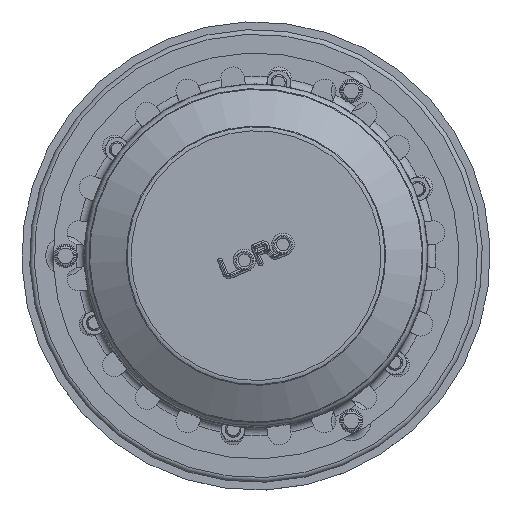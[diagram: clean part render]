
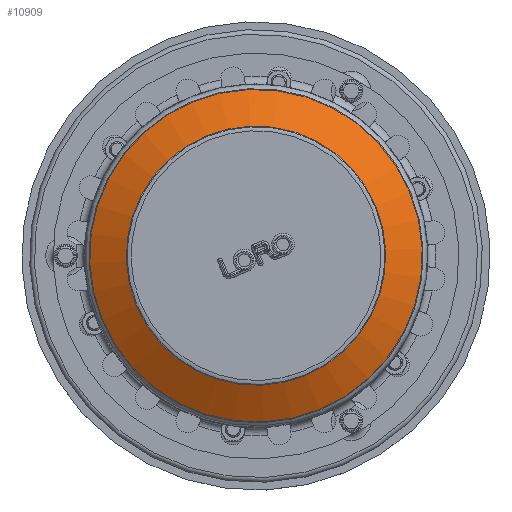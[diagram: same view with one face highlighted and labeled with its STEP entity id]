
A CAD part, top view. The second image highlights one B-rep face of the part: STEP entity #10909.
In plain terms, the highlighted conical face has half-angle 59.744 degrees and reference radius 950.348 mm.
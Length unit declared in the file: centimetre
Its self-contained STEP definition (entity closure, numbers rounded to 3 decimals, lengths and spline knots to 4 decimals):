
#622=CONICAL_SURFACE('',#11881,95.0348,1.043);
#1518=FACE_OUTER_BOUND('',#2196,.T.);
#2196=EDGE_LOOP('',(#9226,#9227,#9228,#9229,#9230,#9231));
#2824=LINE('',#24807,#3402);
#3402=VECTOR('',#14270,95.0348);
#3940=CIRCLE('',#11877,83.0464);
#3943=CIRCLE('',#11880,83.0464);
#3944=CIRCLE('',#11882,107.0232);
#3945=CIRCLE('',#11883,107.0232);
#4994=VERTEX_POINT('',#24795);
#4995=VERTEX_POINT('',#24796);
#4997=VERTEX_POINT('',#24803);
#4998=VERTEX_POINT('',#24804);
#6490=EDGE_CURVE('',#4994,#4995,#3940,.T.);
#6493=EDGE_CURVE('',#4995,#4994,#3943,.T.);
#6494=EDGE_CURVE('',#4997,#4998,#3944,.T.);
#6495=EDGE_CURVE('',#4998,#4997,#3945,.T.);
#6496=EDGE_CURVE('',#4998,#4995,#2824,.T.);
#9226=ORIENTED_EDGE('',*,*,#6494,.F.);
#9227=ORIENTED_EDGE('',*,*,#6495,.F.);
#9228=ORIENTED_EDGE('',*,*,#6496,.T.);
#9229=ORIENTED_EDGE('',*,*,#6493,.T.);
#9230=ORIENTED_EDGE('',*,*,#6490,.T.);
#9231=ORIENTED_EDGE('',*,*,#6496,.F.);
#10909=ADVANCED_FACE('',(#1518),#622,.T.);
#11877=AXIS2_PLACEMENT_3D('',#24797,#14256,#14257);
#11880=AXIS2_PLACEMENT_3D('',#24801,#14262,#14263);
#11881=AXIS2_PLACEMENT_3D('',#24802,#14264,#14265);
#11882=AXIS2_PLACEMENT_3D('',#24805,#14266,#14267);
#11883=AXIS2_PLACEMENT_3D('',#24806,#14268,#14269);
#14256=DIRECTION('center_axis',(0.,0.,
-1.));
#14257=DIRECTION('ref_axis',(0.924,0.383,0.));
#14262=DIRECTION('center_axis',(0.,0.,
-1.));
#14263=DIRECTION('ref_axis',(0.924,0.383,0.));
#14264=DIRECTION('center_axis',(0.,0.,
-1.));
#14265=DIRECTION('ref_axis',(-0.924,-0.383,0.));
#14266=DIRECTION('center_axis',(0.,0.,
-1.));
#14267=DIRECTION('ref_axis',(0.924,0.383,0.));
#14268=DIRECTION('center_axis',(0.,0.,
-1.));
#14269=DIRECTION('ref_axis',(0.924,0.383,0.));
#14270=DIRECTION('',(-0.798,-0.331,0.504));
#24795=CARTESIAN_POINT('',(31.7805,-76.7249,387.1691));
#24796=CARTESIAN_POINT('',(76.7249,31.7805,387.1691));
#24797=CARTESIAN_POINT('Origin',(0.,0.,
387.1691));
#24801=CARTESIAN_POINT('Origin',(0.,0.,
387.1691));
#24802=CARTESIAN_POINT('Origin',(0.,0.,
380.1759));
#24803=CARTESIAN_POINT('',(40.956,-98.8766,373.1826));
#24804=CARTESIAN_POINT('',(98.8766,40.956,373.1826));
#24805=CARTESIAN_POINT('Origin',(0.,0.,
373.1826));
#24806=CARTESIAN_POINT('Origin',(0.,0.,
373.1826));
#24807=CARTESIAN_POINT('',(87.8007,36.3682,380.1759));
